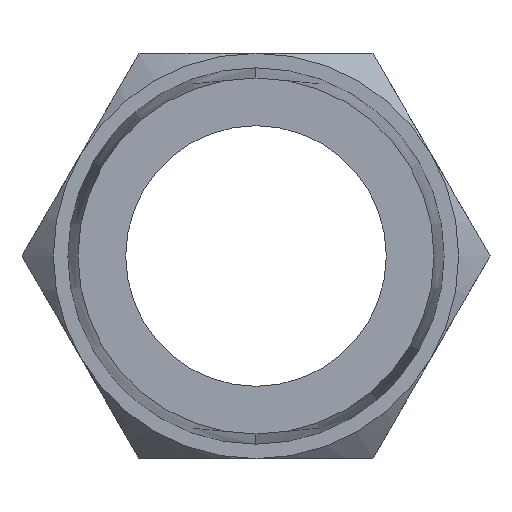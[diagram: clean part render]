
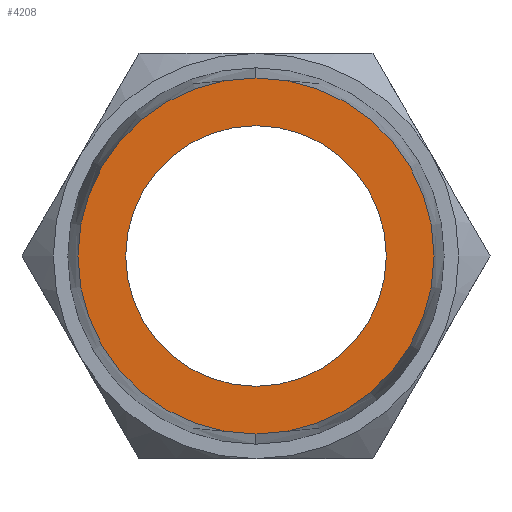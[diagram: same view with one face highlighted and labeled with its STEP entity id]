
A CAD part, left-side view. The second image highlights one B-rep face of the part: STEP entity #4208.
In plain terms, the highlighted planar face has unit normal (-1, 0, 0).
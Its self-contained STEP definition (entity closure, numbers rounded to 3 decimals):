
#172 = CARTESIAN_POINT ( 'NONE',  ( 0., 0., 0. ) ) ;
#351 = EDGE_CURVE ( 'NONE', #2879, #4746, #3153, .T. ) ;
#380 = CARTESIAN_POINT ( 'NONE',  ( 0., 0., -6.15 ) ) ;
#382 = ORIENTED_EDGE ( 'NONE', *, *, #1283, .T. ) ;
#476 = DIRECTION ( 'NONE',  ( -1., 0., 0. ) ) ;
#578 = VERTEX_POINT ( 'NONE', #2612 ) ;
#599 = AXIS2_PLACEMENT_3D ( 'NONE', #4240, #1572, #3095 ) ;
#1063 = EDGE_LOOP ( 'NONE', ( #1304, #2536 ) ) ;
#1129 = PLANE ( 'NONE',  #3681 ) ;
#1236 = CIRCLE ( 'NONE', #599, 4.5 ) ;
#1263 = DIRECTION ( 'NONE',  ( 0., 0., 1. ) ) ;
#1283 = EDGE_CURVE ( 'NONE', #578, #1359, #1236, .T. ) ;
#1304 = ORIENTED_EDGE ( 'NONE', *, *, #351, .T. ) ;
#1353 = DIRECTION ( 'NONE',  ( -1., 0., 0. ) ) ;
#1359 = VERTEX_POINT ( 'NONE', #3190 ) ;
#1377 = CIRCLE ( 'NONE', #1777, 6.15 ) ;
#1393 = CIRCLE ( 'NONE', #3535, 4.5 ) ;
#1572 = DIRECTION ( 'NONE',  ( 1., 0., 0. ) ) ;
#1777 = AXIS2_PLACEMENT_3D ( 'NONE', #4400, #1353, #3251 ) ;
#1801 = CARTESIAN_POINT ( 'NONE',  ( 0., 0., 6.15 ) ) ;
#1906 = FACE_BOUND ( 'NONE', #3624, .T. ) ;
#2365 = CARTESIAN_POINT ( 'NONE',  ( 0., 0., 0. ) ) ;
#2536 = ORIENTED_EDGE ( 'NONE', *, *, #4743, .T. ) ;
#2610 = CARTESIAN_POINT ( 'NONE',  ( 0., 0., 0. ) ) ;
#2612 = CARTESIAN_POINT ( 'NONE',  ( 0., 0., 4.5 ) ) ;
#2658 = DIRECTION ( 'NONE',  ( 0., 0., -1. ) ) ;
#2879 = VERTEX_POINT ( 'NONE', #380 ) ;
#3095 = DIRECTION ( 'NONE',  ( 0., 0., -1. ) ) ;
#3153 = CIRCLE ( 'NONE', #4508, 6.15 ) ;
#3190 = CARTESIAN_POINT ( 'NONE',  ( 0., 0., -4.5 ) ) ;
#3251 = DIRECTION ( 'NONE',  ( 0., 0., 1. ) ) ;
#3444 = FACE_OUTER_BOUND ( 'NONE', #1063, .T. ) ;
#3453 = DIRECTION ( 'NONE',  ( 0., 0., -1. ) ) ;
#3535 = AXIS2_PLACEMENT_3D ( 'NONE', #172, #3584, #3453 ) ;
#3584 = DIRECTION ( 'NONE',  ( 1., 0., 0. ) ) ;
#3624 = EDGE_LOOP ( 'NONE', ( #382, #3742 ) ) ;
#3681 = AXIS2_PLACEMENT_3D ( 'NONE', #2610, #3773, #2658 ) ;
#3742 = ORIENTED_EDGE ( 'NONE', *, *, #4973, .T. ) ;
#3773 = DIRECTION ( 'NONE',  ( 1., 0., 0. ) ) ;
#4208 = ADVANCED_FACE ( 'NONE', ( #1906, #3444 ), #1129, .F. ) ;
#4240 = CARTESIAN_POINT ( 'NONE',  ( 0., 0., 0. ) ) ;
#4400 = CARTESIAN_POINT ( 'NONE',  ( 0., 0., 0. ) ) ;
#4508 = AXIS2_PLACEMENT_3D ( 'NONE', #2365, #476, #1263 ) ;
#4743 = EDGE_CURVE ( 'NONE', #4746, #2879, #1377, .T. ) ;
#4746 = VERTEX_POINT ( 'NONE', #1801 ) ;
#4973 = EDGE_CURVE ( 'NONE', #1359, #578, #1393, .T. ) ;
